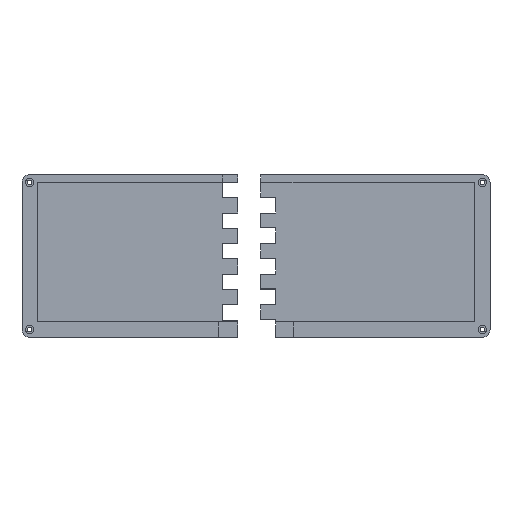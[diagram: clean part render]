
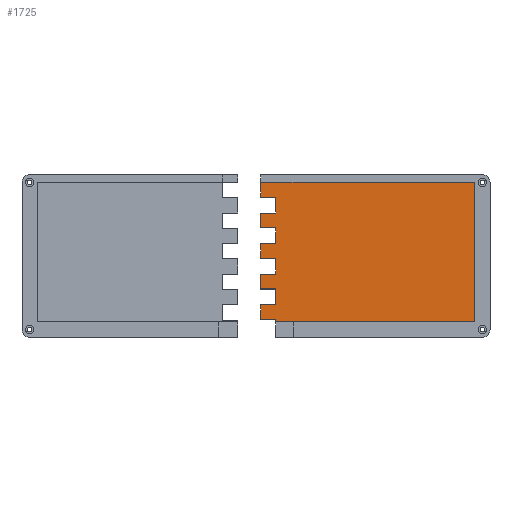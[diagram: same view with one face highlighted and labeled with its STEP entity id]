
A CAD part, top view. The second image highlights one B-rep face of the part: STEP entity #1725.
In plain terms, the highlighted planar face has unit normal (0, 0, 1).
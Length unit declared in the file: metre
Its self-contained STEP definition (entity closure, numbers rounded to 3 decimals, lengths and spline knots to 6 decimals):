
#102=ORIENTED_EDGE('',*,*,#576,.F.);
#103=ORIENTED_EDGE('',*,*,#581,.T.);
#104=ORIENTED_EDGE('',*,*,#582,.T.);
#105=ORIENTED_EDGE('',*,*,#571,.T.);
#106=ORIENTED_EDGE('',*,*,#583,.F.);
#107=ORIENTED_EDGE('',*,*,#584,.T.);
#108=ORIENTED_EDGE('',*,*,#585,.T.);
#109=ORIENTED_EDGE('',*,*,#567,.T.);
#110=ORIENTED_EDGE('',*,*,#586,.F.);
#111=ORIENTED_EDGE('',*,*,#587,.T.);
#112=ORIENTED_EDGE('',*,*,#588,.T.);
#113=ORIENTED_EDGE('',*,*,#563,.T.);
#114=ORIENTED_EDGE('',*,*,#589,.F.);
#115=ORIENTED_EDGE('',*,*,#590,.T.);
#116=ORIENTED_EDGE('',*,*,#591,.T.);
#117=ORIENTED_EDGE('',*,*,#559,.T.);
#118=ORIENTED_EDGE('',*,*,#592,.F.);
#119=ORIENTED_EDGE('',*,*,#593,.T.);
#120=ORIENTED_EDGE('',*,*,#594,.T.);
#121=ORIENTED_EDGE('',*,*,#554,.T.);
#122=ORIENTED_EDGE('',*,*,#580,.T.);
#123=ORIENTED_EDGE('',*,*,#595,.F.);
#554=EDGE_CURVE('',#794,#795,#962,.T.);
#559=EDGE_CURVE('',#800,#798,#967,.T.);
#563=EDGE_CURVE('',#804,#802,#971,.T.);
#567=EDGE_CURVE('',#808,#806,#975,.T.);
#571=EDGE_CURVE('',#812,#810,#979,.T.);
#576=EDGE_CURVE('',#816,#817,#984,.T.);
#580=EDGE_CURVE('',#795,#819,#988,.T.);
#581=EDGE_CURVE('',#816,#820,#989,.T.);
#582=EDGE_CURVE('',#820,#812,#990,.T.);
#583=EDGE_CURVE('',#821,#810,#991,.T.);
#584=EDGE_CURVE('',#821,#822,#992,.T.);
#585=EDGE_CURVE('',#822,#808,#993,.T.);
#586=EDGE_CURVE('',#823,#806,#994,.T.);
#587=EDGE_CURVE('',#823,#824,#995,.T.);
#588=EDGE_CURVE('',#824,#804,#996,.T.);
#589=EDGE_CURVE('',#825,#802,#997,.T.);
#590=EDGE_CURVE('',#825,#826,#998,.T.);
#591=EDGE_CURVE('',#826,#800,#999,.T.);
#592=EDGE_CURVE('',#827,#798,#1000,.T.);
#593=EDGE_CURVE('',#827,#828,#1001,.T.);
#594=EDGE_CURVE('',#828,#794,#1002,.T.);
#595=EDGE_CURVE('',#817,#819,#1003,.T.);
#794=VERTEX_POINT('',#2543);
#795=VERTEX_POINT('',#2544);
#798=VERTEX_POINT('',#2552);
#800=VERTEX_POINT('',#2555);
#802=VERTEX_POINT('',#2561);
#804=VERTEX_POINT('',#2564);
#806=VERTEX_POINT('',#2570);
#808=VERTEX_POINT('',#2573);
#810=VERTEX_POINT('',#2579);
#812=VERTEX_POINT('',#2582);
#816=VERTEX_POINT('',#2591);
#817=VERTEX_POINT('',#2593);
#819=VERTEX_POINT('',#2599);
#820=VERTEX_POINT('',#2603);
#821=VERTEX_POINT('',#2606);
#822=VERTEX_POINT('',#2608);
#823=VERTEX_POINT('',#2611);
#824=VERTEX_POINT('',#2613);
#825=VERTEX_POINT('',#2616);
#826=VERTEX_POINT('',#2618);
#827=VERTEX_POINT('',#2621);
#828=VERTEX_POINT('',#2623);
#962=LINE('',#2542,#1170);
#967=LINE('',#2554,#1175);
#971=LINE('',#2563,#1179);
#975=LINE('',#2572,#1183);
#979=LINE('',#2581,#1187);
#984=LINE('',#2592,#1192);
#988=LINE('',#2600,#1196);
#989=LINE('',#2602,#1197);
#990=LINE('',#2604,#1198);
#991=LINE('',#2605,#1199);
#992=LINE('',#2607,#1200);
#993=LINE('',#2609,#1201);
#994=LINE('',#2610,#1202);
#995=LINE('',#2612,#1203);
#996=LINE('',#2614,#1204);
#997=LINE('',#2615,#1205);
#998=LINE('',#2617,#1206);
#999=LINE('',#2619,#1207);
#1000=LINE('',#2620,#1208);
#1001=LINE('',#2622,#1209);
#1002=LINE('',#2624,#1210);
#1003=LINE('',#2625,#1211);
#1170=VECTOR('',#2056,1.);
#1175=VECTOR('',#2063,1.);
#1179=VECTOR('',#2069,1.);
#1183=VECTOR('',#2075,1.);
#1187=VECTOR('',#2081,1.);
#1192=VECTOR('',#2088,1.);
#1196=VECTOR('',#2094,1.);
#1197=VECTOR('',#2097,1.);
#1198=VECTOR('',#2098,1.);
#1199=VECTOR('',#2099,1.);
#1200=VECTOR('',#2100,1.);
#1201=VECTOR('',#2101,1.);
#1202=VECTOR('',#2102,1.);
#1203=VECTOR('',#2103,1.);
#1204=VECTOR('',#2104,1.);
#1205=VECTOR('',#2105,1.);
#1206=VECTOR('',#2106,1.);
#1207=VECTOR('',#2107,1.);
#1208=VECTOR('',#2108,1.);
#1209=VECTOR('',#2109,1.);
#1210=VECTOR('',#2110,1.);
#1211=VECTOR('',#2111,1.);
#1385=EDGE_LOOP('',(#102,#103,#104,#105,#106,#107,#108,#109,#110,#111,#112,
#113,#114,#115,#116,#117,#118,#119,#120,#121,#122,#123));
#1513=FACE_BOUND('',#1385,.T.);
#1641=PLANE('',#1920);
#1725=ADVANCED_FACE('',(#1513),#1641,.T.);
#1920=AXIS2_PLACEMENT_3D('',#2601,#2095,#2096);
#2056=DIRECTION('',(0.,-1.,0.));
#2063=DIRECTION('',(0.,-1.,0.));
#2069=DIRECTION('',(0.,-1.,0.));
#2075=DIRECTION('',(0.,-1.,0.));
#2081=DIRECTION('',(0.,-1.,0.));
#2088=DIRECTION('',(1.,0.,0.));
#2094=DIRECTION('',(1.,0.,0.));
#2095=DIRECTION('',(0.,0.,1.));
#2096=DIRECTION('',(1.,0.,0.));
#2097=DIRECTION('',(0.,-1.,0.));
#2098=DIRECTION('',(1.,0.,0.));
#2099=DIRECTION('',(1.,0.,0.));
#2100=DIRECTION('',(0.,-1.,0.));
#2101=DIRECTION('',(1.,0.,0.));
#2102=DIRECTION('',(1.,0.,0.));
#2103=DIRECTION('',(0.,-1.,0.));
#2104=DIRECTION('',(1.,0.,0.));
#2105=DIRECTION('',(1.,0.,0.));
#2106=DIRECTION('',(0.,-1.,0.));
#2107=DIRECTION('',(1.,0.,0.));
#2108=DIRECTION('',(1.,0.,0.));
#2109=DIRECTION('',(0.,-1.,0.));
#2110=DIRECTION('',(1.,0.,0.));
#2111=DIRECTION('',(0.,-1.,0.));
#2542=CARTESIAN_POINT('',(-0.043598,0.00893,0.003));
#2543=CARTESIAN_POINT('',(-0.043598,-0.032645,0.003));
#2544=CARTESIAN_POINT('',(-0.043598,-0.034195,0.003));
#2552=CARTESIAN_POINT('',(-0.043598,-0.022945,0.003));
#2554=CARTESIAN_POINT('',(-0.043598,0.00893,0.003));
#2555=CARTESIAN_POINT('',(-0.043598,-0.012645,0.003));
#2561=CARTESIAN_POINT('',(-0.043598,-0.002945,0.003));
#2563=CARTESIAN_POINT('',(-0.043598,0.00893,0.003));
#2564=CARTESIAN_POINT('',(-0.043598,0.007355,0.003));
#2570=CARTESIAN_POINT('',(-0.043598,0.017055,0.003));
#2572=CARTESIAN_POINT('',(-0.043598,0.00893,0.003));
#2573=CARTESIAN_POINT('',(-0.043598,0.027355,0.003));
#2579=CARTESIAN_POINT('',(-0.043598,0.037055,0.003));
#2581=CARTESIAN_POINT('',(-0.043598,0.00893,0.003));
#2582=CARTESIAN_POINT('',(-0.043598,0.047355,0.003));
#2591=CARTESIAN_POINT('',(-0.053448,0.057055,0.003));
#2592=CARTESIAN_POINT('',(-0.044138,0.057055,0.003));
#2593=CARTESIAN_POINT('',(0.086402,0.057055,0.003));
#2599=CARTESIAN_POINT('',(0.086402,-0.034195,0.003));
#2600=CARTESIAN_POINT('',(-0.044138,-0.034195,0.003));
#2601=CARTESIAN_POINT('',(-0.044138,0.00893,0.003));
#2602=CARTESIAN_POINT('',(-0.053448,0.052205,0.003));
#2603=CARTESIAN_POINT('',(-0.053448,0.047355,0.003));
#2604=CARTESIAN_POINT('',(-0.053448,0.047355,0.003));
#2605=CARTESIAN_POINT('',(-0.053448,0.037055,0.003));
#2606=CARTESIAN_POINT('',(-0.053448,0.037055,0.003));
#2607=CARTESIAN_POINT('',(-0.053448,0.032205,0.003));
#2608=CARTESIAN_POINT('',(-0.053448,0.027355,0.003));
#2609=CARTESIAN_POINT('',(-0.053448,0.027355,0.003));
#2610=CARTESIAN_POINT('',(-0.053448,0.017055,0.003));
#2611=CARTESIAN_POINT('',(-0.053448,0.017055,0.003));
#2612=CARTESIAN_POINT('',(-0.053448,0.012205,0.003));
#2613=CARTESIAN_POINT('',(-0.053448,0.007355,0.003));
#2614=CARTESIAN_POINT('',(-0.053448,0.007355,0.003));
#2615=CARTESIAN_POINT('',(-0.053448,-0.002945,0.003));
#2616=CARTESIAN_POINT('',(-0.053448,-0.002945,0.003));
#2617=CARTESIAN_POINT('',(-0.053448,-0.007795,0.003));
#2618=CARTESIAN_POINT('',(-0.053448,-0.012645,0.003));
#2619=CARTESIAN_POINT('',(-0.053448,-0.012645,0.003));
#2620=CARTESIAN_POINT('',(-0.053448,-0.022945,0.003));
#2621=CARTESIAN_POINT('',(-0.053448,-0.022945,0.003));
#2622=CARTESIAN_POINT('',(-0.053448,-0.027795,0.003));
#2623=CARTESIAN_POINT('',(-0.053448,-0.032645,0.003));
#2624=CARTESIAN_POINT('',(-0.053448,-0.032645,0.003));
#2625=CARTESIAN_POINT('',(0.086402,0.01143,0.003));
